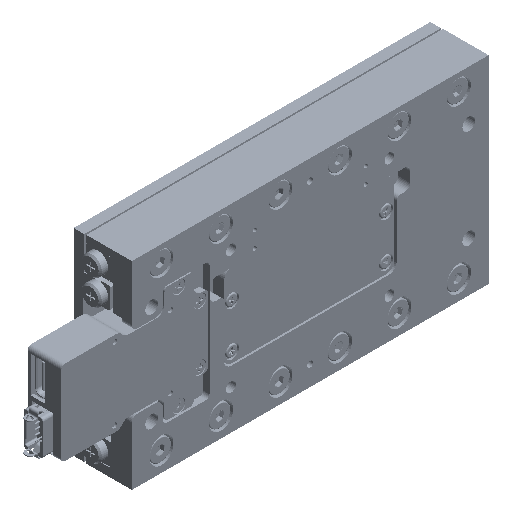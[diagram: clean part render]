
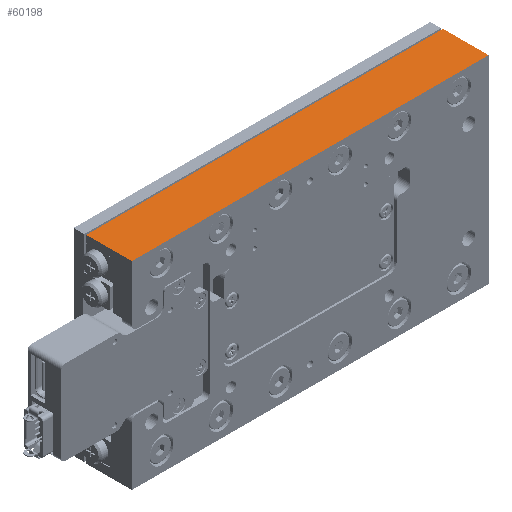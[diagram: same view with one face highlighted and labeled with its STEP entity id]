
A CAD part, isometric view. The second image highlights one B-rep face of the part: STEP entity #60198.
In plain terms, the highlighted planar face has unit normal (0, 0, 1).
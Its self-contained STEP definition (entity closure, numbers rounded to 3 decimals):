
#2076 = LINE ( 'NONE', #55847, #97419 ) ;
#2930 = VERTEX_POINT ( 'NONE', #10224 ) ;
#7587 = EDGE_LOOP ( 'NONE', ( #137747, #36596, #143217, #26160 ) ) ;
#10224 = CARTESIAN_POINT ( 'NONE',  ( -45., 0., 25. ) ) ;
#12098 = CARTESIAN_POINT ( 'NONE',  ( -45., 5.5, 25. ) ) ;
#20469 = DIRECTION ( 'NONE',  ( 0., -1., 0. ) ) ;
#22951 = VECTOR ( 'NONE', #46943, 1000. ) ;
#26160 = ORIENTED_EDGE ( 'NONE', *, *, #48492, .T. ) ;
#27146 = CARTESIAN_POINT ( 'NONE',  ( -45., 11.5, 25. ) ) ;
#28934 = CARTESIAN_POINT ( 'NONE',  ( -45., 5.5, 25. ) ) ;
#30888 = VECTOR ( 'NONE', #20469, 1000. ) ;
#36596 = ORIENTED_EDGE ( 'NONE', *, *, #105650, .F. ) ;
#38163 = CARTESIAN_POINT ( 'NONE',  ( 45., 11.5, 25. ) ) ;
#38954 = AXIS2_PLACEMENT_3D ( 'NONE', #12098, #123150, #84724 ) ;
#46065 = EDGE_CURVE ( 'NONE', #2930, #51220, #60528, .T. ) ;
#46943 = DIRECTION ( 'NONE',  ( 0., -1., 0. ) ) ;
#48492 = EDGE_CURVE ( 'NONE', #120920, #2930, #79474, .T. ) ;
#49617 = PLANE ( 'NONE',  #38954 ) ;
#51220 = VERTEX_POINT ( 'NONE', #146797 ) ;
#55847 = CARTESIAN_POINT ( 'NONE',  ( -51.357, 11.5, 25. ) ) ;
#60198 = ADVANCED_FACE ( 'NONE', ( #108494 ), #49617, .F. ) ;
#60528 = LINE ( 'NONE', #148698, #94808 ) ;
#79474 = LINE ( 'NONE', #28934, #30888 ) ;
#84724 = DIRECTION ( 'NONE',  ( -1., 0., 0. ) ) ;
#94808 = VECTOR ( 'NONE', #159345, 1000. ) ;
#95928 = LINE ( 'NONE', #157169, #22951 ) ;
#97419 = VECTOR ( 'NONE', #118756, 1000. ) ;
#105650 = EDGE_CURVE ( 'NONE', #106881, #51220, #95928, .T. ) ;
#106881 = VERTEX_POINT ( 'NONE', #38163 ) ;
#108494 = FACE_OUTER_BOUND ( 'NONE', #7587, .T. ) ;
#118756 = DIRECTION ( 'NONE',  ( 1., 0., 0. ) ) ;
#120920 = VERTEX_POINT ( 'NONE', #27146 ) ;
#123150 = DIRECTION ( 'NONE',  ( 0., 0., -1. ) ) ;
#137747 = ORIENTED_EDGE ( 'NONE', *, *, #46065, .T. ) ;
#143217 = ORIENTED_EDGE ( 'NONE', *, *, #160047, .F. ) ;
#146797 = CARTESIAN_POINT ( 'NONE',  ( 45., 0., 25. ) ) ;
#148698 = CARTESIAN_POINT ( 'NONE',  ( -45., 0., 25. ) ) ;
#157169 = CARTESIAN_POINT ( 'NONE',  ( 45., 5.5, 25. ) ) ;
#159345 = DIRECTION ( 'NONE',  ( 1., 0., 0. ) ) ;
#160047 = EDGE_CURVE ( 'NONE', #120920, #106881, #2076, .T. ) ;
